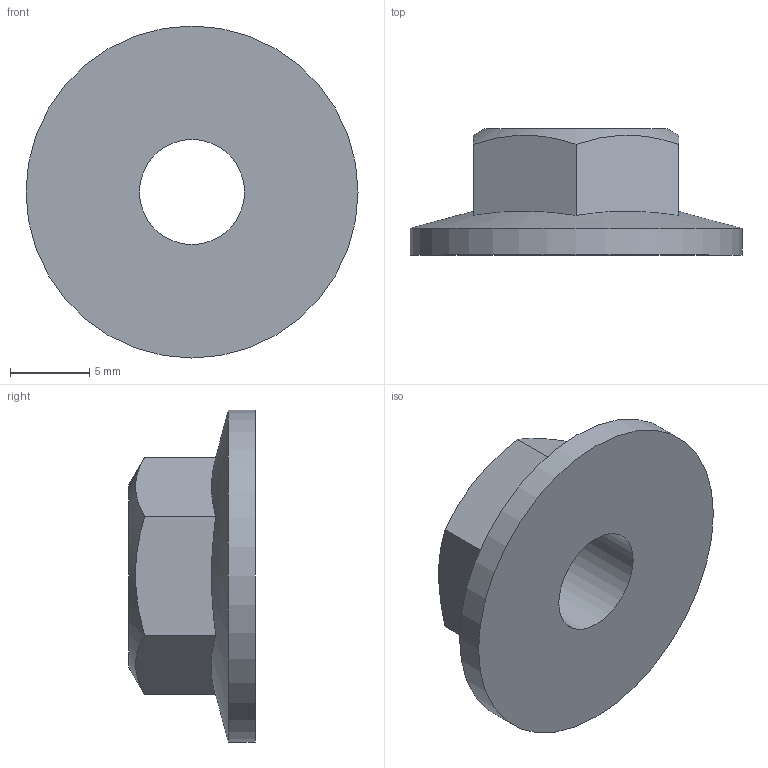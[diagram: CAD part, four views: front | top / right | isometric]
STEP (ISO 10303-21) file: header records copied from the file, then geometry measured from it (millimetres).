
FILE_DESCRIPTION(/* description */ ('Matice s přírubou'),/* implementation_level */ '2;1');
FILE_NAME(/* name */ '210810.stp',/* time_stamp */ '2022-09-20T13:22:11+02:00',/* author */ ('aluteckkpl_tw'),/* organization */ (''),/* preprocessor_version */ 'ST-DEVELOPER v18.1',/* originating_system */ 'Autodesk Inventor 2021',/* authorisation */ '');
FILE_SCHEMA (('AUTOMOTIVE_DESIGN { 1 0 10303 214 3 1 1 }'));
Length unit declared in the file: millimetre
Products named in the file (1): 210810
Bounding box: 21 x 8 x 21 mm (x, y, z)
Volume: 1311.2 mm3; surface area: 1127.8 mm2
Topology: 1 solids, 1 shells, 12 faces, 33 edges, 23 vertices
Faces by surface type: plane 8, cone 2, cylinder 2
Full cylindrical faces by diameter (mm): 6.647 x1, 21 x1
Entity records: 423 total; most frequent: CARTESIAN_POINT 95, ORIENTED_EDGE 66, DIRECTION 56, EDGE_CURVE 33, VERTEX_POINT 23, AXIS2_PLACEMENT_3D 23, EDGE_LOOP 14, FACE_OUTER_BOUND 12
